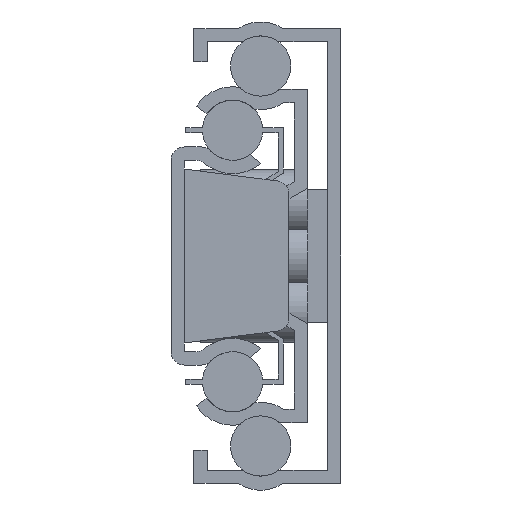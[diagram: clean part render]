
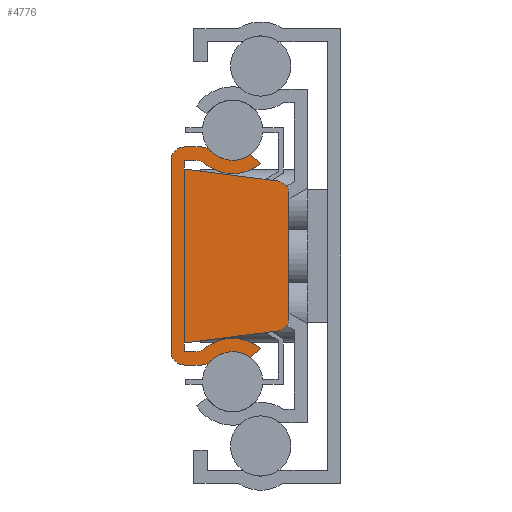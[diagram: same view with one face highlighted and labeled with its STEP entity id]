
A CAD part, left-side view. The second image highlights one B-rep face of the part: STEP entity #4776.
In plain terms, the highlighted planar face has unit normal (-1, 0, 0).
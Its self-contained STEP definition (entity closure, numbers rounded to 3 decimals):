
#375=FACE_OUTER_BOUND('',#664,.T.);
#664=EDGE_LOOP('',(#4002,#4003,#4004,#4005,#4006,#4007,#4008,#4009,#4010,
#4011,#4012,#4013,#4014,#4015,#4016,#4017,#4018,#4019,#4020,#4021,#4022,
#4023,#4024,#4025));
#1094=LINE('',#7614,#1592);
#1097=LINE('',#7620,#1595);
#1098=LINE('',#7624,#1596);
#1099=LINE('',#7630,#1597);
#1100=LINE('',#7636,#1598);
#1101=LINE('',#7638,#1599);
#1102=LINE('',#7640,#1600);
#1103=LINE('',#7644,#1601);
#1104=LINE('',#7648,#1602);
#1105=LINE('',#7650,#1603);
#1106=LINE('',#7652,#1604);
#1107=LINE('',#7658,#1605);
#1592=VECTOR('',#6218,1.255);
#1595=VECTOR('',#6223,14.3);
#1596=VECTOR('',#6226,1.255);
#1597=VECTOR('',#6231,1.027);
#1598=VECTOR('',#6236,0.861);
#1599=VECTOR('',#6237,0.65);
#1600=VECTOR('',#6238,6.984);
#1601=VECTOR('',#6241,9.24);
#1602=VECTOR('',#6244,6.984);
#1603=VECTOR('',#6245,0.65);
#1604=VECTOR('',#6246,0.861);
#1605=VECTOR('',#6251,1.027);
#1887=CIRCLE('',#5154,1.);
#1888=CIRCLE('',#5157,1.);
#1889=CIRCLE('',#5158,1.);
#1890=CIRCLE('',#5159,2.25);
#1891=CIRCLE('',#5160,3.25);
#1892=CIRCLE('',#5161,1.);
#1893=CIRCLE('',#5162,1.);
#1894=CIRCLE('',#5163,1.);
#1895=CIRCLE('',#5164,1.);
#1896=CIRCLE('',#5165,3.25);
#1897=CIRCLE('',#5166,2.25);
#1898=CIRCLE('',#5167,1.);
#2254=VERTEX_POINT('',#7607);
#2255=VERTEX_POINT('',#7609);
#2256=VERTEX_POINT('',#7613);
#2258=VERTEX_POINT('',#7619);
#2259=VERTEX_POINT('',#7621);
#2260=VERTEX_POINT('',#7623);
#2261=VERTEX_POINT('',#7625);
#2262=VERTEX_POINT('',#7627);
#2263=VERTEX_POINT('',#7629);
#2264=VERTEX_POINT('',#7631);
#2265=VERTEX_POINT('',#7633);
#2266=VERTEX_POINT('',#7635);
#2267=VERTEX_POINT('',#7637);
#2268=VERTEX_POINT('',#7639);
#2269=VERTEX_POINT('',#7641);
#2270=VERTEX_POINT('',#7643);
#2271=VERTEX_POINT('',#7645);
#2272=VERTEX_POINT('',#7647);
#2273=VERTEX_POINT('',#7649);
#2274=VERTEX_POINT('',#7651);
#2275=VERTEX_POINT('',#7653);
#2276=VERTEX_POINT('',#7655);
#2277=VERTEX_POINT('',#7657);
#2278=VERTEX_POINT('',#7659);
#2862=EDGE_CURVE('',#2254,#2255,#1887,.T.);
#2864=EDGE_CURVE('',#2256,#2255,#1094,.T.);
#2867=EDGE_CURVE('',#2254,#2258,#1097,.T.);
#2868=EDGE_CURVE('',#2259,#2258,#1888,.T.);
#2869=EDGE_CURVE('',#2259,#2260,#1098,.T.);
#2870=EDGE_CURVE('',#2261,#2260,#1889,.T.);
#2871=EDGE_CURVE('',#2261,#2262,#1890,.T.);
#2872=EDGE_CURVE('',#2262,#2263,#1099,.T.);
#2873=EDGE_CURVE('',#2263,#2264,#1891,.T.);
#2874=EDGE_CURVE('',#2265,#2264,#1892,.T.);
#2875=EDGE_CURVE('',#2265,#2266,#1100,.T.);
#2876=EDGE_CURVE('',#2266,#2267,#1101,.T.);
#2877=EDGE_CURVE('',#2267,#2268,#1102,.T.);
#2878=EDGE_CURVE('',#2269,#2268,#1893,.T.);
#2879=EDGE_CURVE('',#2270,#2269,#1103,.T.);
#2880=EDGE_CURVE('',#2271,#2270,#1894,.T.);
#2881=EDGE_CURVE('',#2272,#2271,#1104,.T.);
#2882=EDGE_CURVE('',#2272,#2273,#1105,.T.);
#2883=EDGE_CURVE('',#2273,#2274,#1106,.T.);
#2884=EDGE_CURVE('',#2275,#2274,#1895,.T.);
#2885=EDGE_CURVE('',#2275,#2276,#1896,.T.);
#2886=EDGE_CURVE('',#2276,#2277,#1107,.T.);
#2887=EDGE_CURVE('',#2277,#2278,#1897,.T.);
#2888=EDGE_CURVE('',#2256,#2278,#1898,.T.);
#4002=ORIENTED_EDGE('',*,*,#2862,.F.);
#4003=ORIENTED_EDGE('',*,*,#2867,.T.);
#4004=ORIENTED_EDGE('',*,*,#2868,.F.);
#4005=ORIENTED_EDGE('',*,*,#2869,.T.);
#4006=ORIENTED_EDGE('',*,*,#2870,.F.);
#4007=ORIENTED_EDGE('',*,*,#2871,.T.);
#4008=ORIENTED_EDGE('',*,*,#2872,.T.);
#4009=ORIENTED_EDGE('',*,*,#2873,.T.);
#4010=ORIENTED_EDGE('',*,*,#2874,.F.);
#4011=ORIENTED_EDGE('',*,*,#2875,.T.);
#4012=ORIENTED_EDGE('',*,*,#2876,.T.);
#4013=ORIENTED_EDGE('',*,*,#2877,.T.);
#4014=ORIENTED_EDGE('',*,*,#2878,.F.);
#4015=ORIENTED_EDGE('',*,*,#2879,.F.);
#4016=ORIENTED_EDGE('',*,*,#2880,.F.);
#4017=ORIENTED_EDGE('',*,*,#2881,.F.);
#4018=ORIENTED_EDGE('',*,*,#2882,.T.);
#4019=ORIENTED_EDGE('',*,*,#2883,.T.);
#4020=ORIENTED_EDGE('',*,*,#2884,.F.);
#4021=ORIENTED_EDGE('',*,*,#2885,.T.);
#4022=ORIENTED_EDGE('',*,*,#2886,.T.);
#4023=ORIENTED_EDGE('',*,*,#2887,.T.);
#4024=ORIENTED_EDGE('',*,*,#2888,.F.);
#4025=ORIENTED_EDGE('',*,*,#2864,.T.);
#4562=PLANE('',#5156);
#4776=ADVANCED_FACE('',(#375),#4562,.F.);
#5154=AXIS2_PLACEMENT_3D('',#7610,#6213,#6214);
#5156=AXIS2_PLACEMENT_3D('',#7618,#6221,#6222);
#5157=AXIS2_PLACEMENT_3D('',#7622,#6224,#6225);
#5158=AXIS2_PLACEMENT_3D('',#7626,#6227,#6228);
#5159=AXIS2_PLACEMENT_3D('',#7628,#6229,#6230);
#5160=AXIS2_PLACEMENT_3D('',#7632,#6232,#6233);
#5161=AXIS2_PLACEMENT_3D('',#7634,#6234,#6235);
#5162=AXIS2_PLACEMENT_3D('',#7642,#6239,#6240);
#5163=AXIS2_PLACEMENT_3D('',#7646,#6242,#6243);
#5164=AXIS2_PLACEMENT_3D('',#7654,#6247,#6248);
#5165=AXIS2_PLACEMENT_3D('',#7656,#6249,#6250);
#5166=AXIS2_PLACEMENT_3D('',#7660,#6252,#6253);
#5167=AXIS2_PLACEMENT_3D('',#7661,#6254,#6255);
#6213=DIRECTION('center_axis',(1.,0.,0.));
#6214=DIRECTION('ref_axis',(0.,0.707,0.707));
#6218=DIRECTION('',(0.,1.,0.));
#6221=DIRECTION('center_axis',(1.,0.,0.));
#6222=DIRECTION('ref_axis',(0.,0.,-1.));
#6223=DIRECTION('',(0.,0.,-1.));
#6224=DIRECTION('center_axis',(1.,0.,0.));
#6225=DIRECTION('ref_axis',(0.,0.707,-0.707));
#6226=DIRECTION('',(0.,-1.,0.));
#6227=DIRECTION('center_axis',(1.,0.,0.));
#6228=DIRECTION('ref_axis',(0.,-0.392,-0.92));
#6229=DIRECTION('center_axis',(1.,0.,0.));
#6230=DIRECTION('ref_axis',(0.,-0.831,-0.556));
#6231=DIRECTION('',(0.,-0.779,0.627));
#6232=DIRECTION('center_axis',(-1.,0.,0.));
#6233=DIRECTION('ref_axis',(0.,0.722,0.692));
#6234=DIRECTION('center_axis',(-1.,0.,0.));
#6235=DIRECTION('ref_axis',(0.,-0.343,-0.939));
#6236=DIRECTION('',(0.,1.,0.));
#6237=DIRECTION('',(0.,0.,1.));
#6238=DIRECTION('',(0.,-0.992,0.127));
#6239=DIRECTION('center_axis',(1.,0.,0.));
#6240=DIRECTION('ref_axis',(0.,-0.751,-0.661));
#6241=DIRECTION('',(0.,0.,-1.));
#6242=DIRECTION('center_axis',(1.,0.,0.));
#6243=DIRECTION('ref_axis',(0.,-0.751,0.661));
#6244=DIRECTION('',(0.,-0.992,-0.127));
#6245=DIRECTION('',(0.,0.,1.));
#6246=DIRECTION('',(0.,-1.,0.));
#6247=DIRECTION('center_axis',(-1.,0.,0.));
#6248=DIRECTION('ref_axis',(0.,-0.343,0.939));
#6249=DIRECTION('center_axis',(-1.,0.,0.));
#6250=DIRECTION('ref_axis',(0.,-0.646,-0.763));
#6251=DIRECTION('',(0.,0.779,0.627));
#6252=DIRECTION('center_axis',(1.,0.,0.));
#6253=DIRECTION('ref_axis',(0.,-1.,0.));
#6254=DIRECTION('center_axis',(1.,0.,0.));
#6255=DIRECTION('ref_axis',(0.,-0.392,0.92));
#7607=CARTESIAN_POINT('',(-174.,12.7,7.15));
#7609=CARTESIAN_POINT('',(-174.,11.7,8.15));
#7610=CARTESIAN_POINT('Origin',(-174.,11.7,7.15));
#7613=CARTESIAN_POINT('',(-174.,10.445,8.15));
#7614=CARTESIAN_POINT('',(-174.,12.7,8.15));
#7618=CARTESIAN_POINT('Origin',(-174.,10.979,-5.099));
#7619=CARTESIAN_POINT('',(-174.,12.7,-7.15));
#7620=CARTESIAN_POINT('',(-174.,12.7,0.));
#7621=CARTESIAN_POINT('',(-174.,11.7,-8.15));
#7622=CARTESIAN_POINT('Origin',(-174.,11.7,-7.15));
#7623=CARTESIAN_POINT('',(-174.,10.445,-8.15));
#7624=CARTESIAN_POINT('',(-174.,9.971,-8.15));
#7625=CARTESIAN_POINT('',(-174.,9.724,-7.842));
#7626=CARTESIAN_POINT('Origin',(-174.,10.445,-7.15));
#7627=CARTESIAN_POINT('',(-174.,6.8,-7.564));
#7628=CARTESIAN_POINT('Origin',(-174.,8.1,-9.4));
#7629=CARTESIAN_POINT('',(-174.,6.,-6.92));
#7630=CARTESIAN_POINT('',(-174.,6.,-6.92));
#7631=CARTESIAN_POINT('',(-174.,10.194,-6.915));
#7632=CARTESIAN_POINT('Origin',(-174.,8.1,-9.4));
#7633=CARTESIAN_POINT('',(-174.,10.839,-7.15));
#7634=CARTESIAN_POINT('Origin',(-174.,10.839,-6.15));
#7635=CARTESIAN_POINT('',(-174.,11.7,-7.15));
#7636=CARTESIAN_POINT('',(-174.,11.7,-7.15));
#7637=CARTESIAN_POINT('',(-174.,11.7,-6.5));
#7638=CARTESIAN_POINT('',(-174.,11.7,0.));
#7639=CARTESIAN_POINT('',(-174.,4.773,-5.612));
#7640=CARTESIAN_POINT('',(-174.,11.7,-6.5));
#7641=CARTESIAN_POINT('',(-174.,3.9,-4.62));
#7642=CARTESIAN_POINT('Origin',(-174.,4.9,-4.62));
#7643=CARTESIAN_POINT('',(-174.,3.9,4.62));
#7644=CARTESIAN_POINT('',(-174.,3.9,-5.5));
#7645=CARTESIAN_POINT('',(-174.,4.773,5.612));
#7646=CARTESIAN_POINT('Origin',(-174.,4.9,4.62));
#7647=CARTESIAN_POINT('',(-174.,11.7,6.5));
#7648=CARTESIAN_POINT('',(-174.,11.7,6.5));
#7649=CARTESIAN_POINT('',(-174.,11.7,7.15));
#7650=CARTESIAN_POINT('',(-174.,11.7,0.));
#7651=CARTESIAN_POINT('',(-174.,10.839,7.15));
#7652=CARTESIAN_POINT('',(-174.,10.445,7.15));
#7653=CARTESIAN_POINT('',(-174.,10.194,6.915));
#7654=CARTESIAN_POINT('Origin',(-174.,10.839,6.15));
#7655=CARTESIAN_POINT('',(-174.,6.,6.92));
#7656=CARTESIAN_POINT('Origin',(-174.,8.1,9.4));
#7657=CARTESIAN_POINT('',(-174.,6.8,7.564));
#7658=CARTESIAN_POINT('',(-174.,6.8,7.564));
#7659=CARTESIAN_POINT('',(-174.,9.724,7.842));
#7660=CARTESIAN_POINT('Origin',(-174.,8.1,9.4));
#7661=CARTESIAN_POINT('Origin',(-174.,10.445,7.15));
